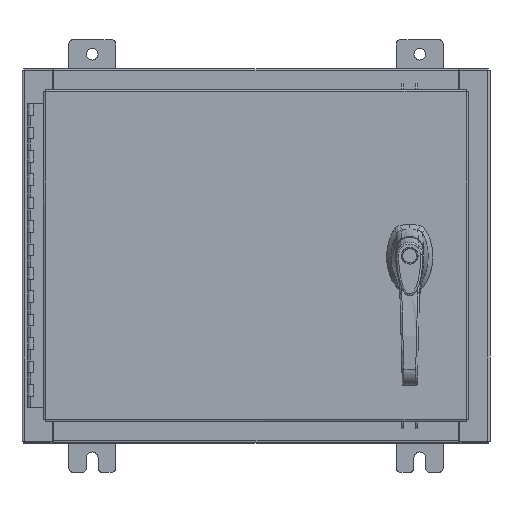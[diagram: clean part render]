
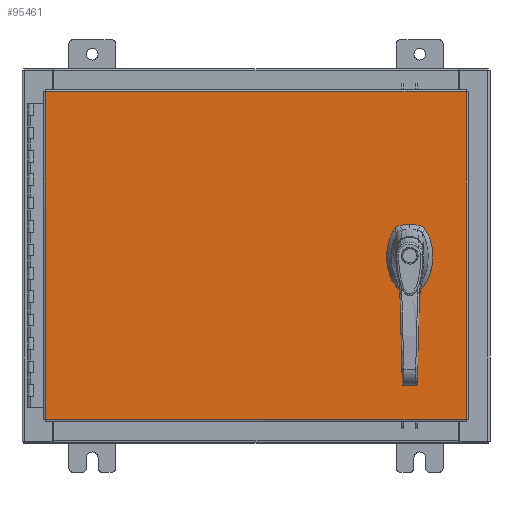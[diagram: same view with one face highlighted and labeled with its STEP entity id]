
A CAD part, top view. The second image highlights one B-rep face of the part: STEP entity #95461.
In plain terms, the highlighted planar face has unit normal (0, 0, 1).
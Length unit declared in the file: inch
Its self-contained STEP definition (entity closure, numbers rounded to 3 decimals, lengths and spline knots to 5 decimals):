
#2 = LINE ( 'NONE', #100643, #88104 ) ;
#191 = DIRECTION ( 'NONE',  ( 1., 0., 0. ) ) ;
#542 = ORIENTED_EDGE ( 'NONE', *, *, #30038, .F. ) ;
#806 = DIRECTION ( 'NONE',  ( 0., 0., 1. ) ) ;
#1014 = CARTESIAN_POINT ( 'NONE',  ( 8.9903, 7.0063, 0. ) ) ;
#2431 = EDGE_CURVE ( 'NONE', #69930, #96398, #16363, .T. ) ;
#2735 = LINE ( 'NONE', #21249, #41570 ) ;
#2752 = VERTEX_POINT ( 'NONE', #1014 ) ;
#2912 = DIRECTION ( 'NONE',  ( -1., 0., 0. ) ) ;
#3387 = PLANE ( 'NONE',  #21133 ) ;
#3622 = CIRCLE ( 'NONE', #30344, 0.45 ) ;
#5414 = CARTESIAN_POINT ( 'NONE',  ( 8.9903, 7.0063, 0. ) ) ;
#6705 = VERTEX_POINT ( 'NONE', #36150 ) ;
#8561 = DIRECTION ( 'NONE',  ( 0., 0., 1. ) ) ;
#11859 = EDGE_CURVE ( 'NONE', #51103, #6705, #2, .T. ) ;
#14130 = LINE ( 'NONE', #21793, #58080 ) ;
#14481 = CARTESIAN_POINT ( 'NONE',  ( 6.981, 0., 0. ) ) ;
#16363 = LINE ( 'NONE', #14481, #55273 ) ;
#16709 = CARTESIAN_POINT ( 'NONE',  ( 6.578, 0., 0. ) ) ;
#19603 = VERTEX_POINT ( 'NONE', #33985 ) ;
#21133 = AXIS2_PLACEMENT_3D ( 'NONE', #94205, #85875, #61224 ) ;
#21249 = CARTESIAN_POINT ( 'NONE',  ( 0., -0.403, 0. ) ) ;
#21793 = CARTESIAN_POINT ( 'NONE',  ( -8.9903, -7.0063, 0. ) ) ;
#24849 = EDGE_CURVE ( 'NONE', #69930, #41978, #49864, .T. ) ;
#24915 = DIRECTION ( 'NONE',  ( 0., 0., 1. ) ) ;
#25066 = DIRECTION ( 'NONE',  ( 1., 0., 0. ) ) ;
#26011 = CARTESIAN_POINT ( 'NONE',  ( 6.77823, 0.403, 0. ) ) ;
#29063 = CARTESIAN_POINT ( 'NONE',  ( -8.9903, 7.0063, 0. ) ) ;
#29467 = CARTESIAN_POINT ( 'NONE',  ( 8.9903, -7.0063, 0. ) ) ;
#30038 = EDGE_CURVE ( 'NONE', #19603, #85254, #2735, .T. ) ;
#30172 = CARTESIAN_POINT ( 'NONE',  ( 6.77823, -0.403, 0. ) ) ;
#30344 = AXIS2_PLACEMENT_3D ( 'NONE', #99367, #49799, #191 ) ;
#32770 = DIRECTION ( 'NONE',  ( 0., 0., 1. ) ) ;
#32894 = ORIENTED_EDGE ( 'NONE', *, *, #106846, .F. ) ;
#33159 = CARTESIAN_POINT ( 'NONE',  ( 6.7495, -1.338, 0. ) ) ;
#33927 = EDGE_CURVE ( 'NONE', #41978, #48438, #92244, .T. ) ;
#33985 = CARTESIAN_POINT ( 'NONE',  ( 6.37777, -0.403, 0. ) ) ;
#35212 = LINE ( 'NONE', #29467, #54678 ) ;
#36150 = CARTESIAN_POINT ( 'NONE',  ( -8.9903, -7.0063, 0. ) ) ;
#38270 = ORIENTED_EDGE ( 'NONE', *, *, #69676, .F. ) ;
#38355 = DIRECTION ( 'NONE',  ( -1., 0., 0. ) ) ;
#38432 = VERTEX_POINT ( 'NONE', #84754 ) ;
#39359 = EDGE_CURVE ( 'NONE', #38432, #19603, #90402, .T. ) ;
#39810 = LINE ( 'NONE', #106989, #72234 ) ;
#40887 = DIRECTION ( 'NONE',  ( 1., 0., 0. ) ) ;
#41257 = ORIENTED_EDGE ( 'NONE', *, *, #79515, .F. ) ;
#41570 = VECTOR ( 'NONE', #62453, 39.37008 ) ;
#41978 = VERTEX_POINT ( 'NONE', #26011 ) ;
#42423 = ORIENTED_EDGE ( 'NONE', *, *, #91362, .T. ) ;
#42758 = DIRECTION ( 'NONE',  ( 0., -1., 0. ) ) ;
#43178 = EDGE_CURVE ( 'NONE', #100624, #48748, #95232, .T. ) ;
#44229 = ORIENTED_EDGE ( 'NONE', *, *, #43178, .F. ) ;
#44387 = VERTEX_POINT ( 'NONE', #59145 ) ;
#46112 = VECTOR ( 'NONE', #38355, 39.37008 ) ;
#47784 = AXIS2_PLACEMENT_3D ( 'NONE', #82334, #32770, #90658 ) ;
#48438 = VERTEX_POINT ( 'NONE', #73902 ) ;
#48748 = VERTEX_POINT ( 'NONE', #33159 ) ;
#49099 = DIRECTION ( 'NONE',  ( 0., -1., 0. ) ) ;
#49799 = DIRECTION ( 'NONE',  ( 0., 0., 1. ) ) ;
#49864 = CIRCLE ( 'NONE', #47784, 0.45 ) ;
#50405 = CARTESIAN_POINT ( 'NONE',  ( 6.578, -1.338, 0. ) ) ;
#51103 = VERTEX_POINT ( 'NONE', #29063 ) ;
#51787 = EDGE_CURVE ( 'NONE', #2752, #51103, #90051, .T. ) ;
#53919 = AXIS2_PLACEMENT_3D ( 'NONE', #50405, #806, #58659 ) ;
#54678 = VECTOR ( 'NONE', #69262, 39.37008 ) ;
#55273 = VECTOR ( 'NONE', #80708, 39.37008 ) ;
#58080 = VECTOR ( 'NONE', #40887, 39.37008 ) ;
#58117 = CARTESIAN_POINT ( 'NONE',  ( 6.578, 0., 0. ) ) ;
#58659 = DIRECTION ( 'NONE',  ( 1., 0., 0. ) ) ;
#59145 = CARTESIAN_POINT ( 'NONE',  ( 6.175, 0.20023, 0. ) ) ;
#60965 = VERTEX_POINT ( 'NONE', #80740 ) ;
#61224 = DIRECTION ( 'NONE',  ( -1., 0., 0. ) ) ;
#62453 = DIRECTION ( 'NONE',  ( 1., 0., 0. ) ) ;
#63190 = CARTESIAN_POINT ( 'NONE',  ( 6.981, 0.20023, 0. ) ) ;
#64387 = EDGE_CURVE ( 'NONE', #85254, #96398, #96331, .T. ) ;
#66452 = DIRECTION ( 'NONE',  ( 1., 0., 0. ) ) ;
#68714 = CIRCLE ( 'NONE', #101305, 0.1715 ) ;
#69262 = DIRECTION ( 'NONE',  ( 0., 1., 0. ) ) ;
#69676 = EDGE_CURVE ( 'NONE', #48748, #100624, #68714, .T. ) ;
#69930 = VERTEX_POINT ( 'NONE', #63190 ) ;
#70295 = VECTOR ( 'NONE', #2912, 39.37008 ) ;
#71516 = ORIENTED_EDGE ( 'NONE', *, *, #11859, .T. ) ;
#71989 = FACE_BOUND ( 'NONE', #90448, .T. ) ;
#72234 = VECTOR ( 'NONE', #49099, 39.37008 ) ;
#72651 = ORIENTED_EDGE ( 'NONE', *, *, #51787, .T. ) ;
#73902 = CARTESIAN_POINT ( 'NONE',  ( 6.37777, 0.403, 0. ) ) ;
#74478 = CARTESIAN_POINT ( 'NONE',  ( 6.578, -1.338, 0. ) ) ;
#74537 = FACE_OUTER_BOUND ( 'NONE', #91580, .T. ) ;
#74629 = DIRECTION ( 'NONE',  ( 0., 0., 1. ) ) ;
#76697 = ORIENTED_EDGE ( 'NONE', *, *, #33927, .F. ) ;
#79515 = EDGE_CURVE ( 'NONE', #48438, #44387, #3622, .T. ) ;
#79556 = ORIENTED_EDGE ( 'NONE', *, *, #64387, .F. ) ;
#79890 = EDGE_LOOP ( 'NONE', ( #38270, #44229 ) ) ;
#80708 = DIRECTION ( 'NONE',  ( 0., -1., 0. ) ) ;
#80740 = CARTESIAN_POINT ( 'NONE',  ( 8.9903, -7.0063, 0. ) ) ;
#81154 = AXIS2_PLACEMENT_3D ( 'NONE', #16709, #74629, #25066 ) ;
#81563 = ORIENTED_EDGE ( 'NONE', *, *, #101382, .T. ) ;
#82334 = CARTESIAN_POINT ( 'NONE',  ( 6.578, 0., 0. ) ) ;
#82785 = DIRECTION ( 'NONE',  ( 1., 0., 0. ) ) ;
#84723 = ORIENTED_EDGE ( 'NONE', *, *, #24849, .F. ) ;
#84754 = CARTESIAN_POINT ( 'NONE',  ( 6.175, -0.20023, 0. ) ) ;
#85254 = VERTEX_POINT ( 'NONE', #30172 ) ;
#85406 = CARTESIAN_POINT ( 'NONE',  ( 0., 0.403, 0. ) ) ;
#85875 = DIRECTION ( 'NONE',  ( 0., 0., -1. ) ) ;
#88104 = VECTOR ( 'NONE', #42758, 39.37008 ) ;
#89285 = ORIENTED_EDGE ( 'NONE', *, *, #2431, .T. ) ;
#90051 = LINE ( 'NONE', #5414, #46112 ) ;
#90402 = CIRCLE ( 'NONE', #103944, 0.45 ) ;
#90448 = EDGE_LOOP ( 'NONE', ( #89285, #79556, #542, #99113, #32894, #41257, #76697, #84723 ) ) ;
#90658 = DIRECTION ( 'NONE',  ( 1., 0., 0. ) ) ;
#91362 = EDGE_CURVE ( 'NONE', #6705, #60965, #14130, .T. ) ;
#91580 = EDGE_LOOP ( 'NONE', ( #42423, #81563, #72651, #71516 ) ) ;
#92244 = LINE ( 'NONE', #85406, #70295 ) ;
#93966 = FACE_BOUND ( 'NONE', #79890, .T. ) ;
#94205 = CARTESIAN_POINT ( 'NONE',  ( 0., 0., 0. ) ) ;
#95232 = CIRCLE ( 'NONE', #53919, 0.1715 ) ;
#95461 = ADVANCED_FACE ( 'NONE', ( #93966, #74537, #71989 ), #3387, .F. ) ;
#96331 = CIRCLE ( 'NONE', #81154, 0.45 ) ;
#96398 = VERTEX_POINT ( 'NONE', #107052 ) ;
#97150 = CARTESIAN_POINT ( 'NONE',  ( 6.4065, -1.338, 0. ) ) ;
#99113 = ORIENTED_EDGE ( 'NONE', *, *, #39359, .F. ) ;
#99367 = CARTESIAN_POINT ( 'NONE',  ( 6.578, 0., 0. ) ) ;
#100624 = VERTEX_POINT ( 'NONE', #97150 ) ;
#100643 = CARTESIAN_POINT ( 'NONE',  ( -8.9903, 7.0063, 0. ) ) ;
#101305 = AXIS2_PLACEMENT_3D ( 'NONE', #74478, #24915, #82785 ) ;
#101382 = EDGE_CURVE ( 'NONE', #60965, #2752, #35212, .T. ) ;
#103944 = AXIS2_PLACEMENT_3D ( 'NONE', #58117, #8561, #66452 ) ;
#106846 = EDGE_CURVE ( 'NONE', #44387, #38432, #39810, .T. ) ;
#106989 = CARTESIAN_POINT ( 'NONE',  ( 6.175, 0., 0. ) ) ;
#107052 = CARTESIAN_POINT ( 'NONE',  ( 6.981, -0.20023, 0. ) ) ;
